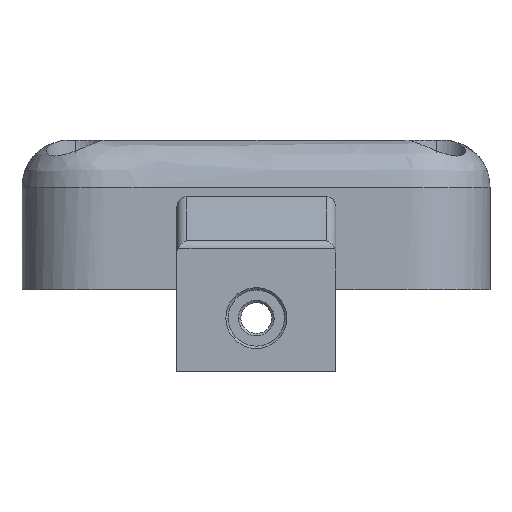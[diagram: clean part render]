
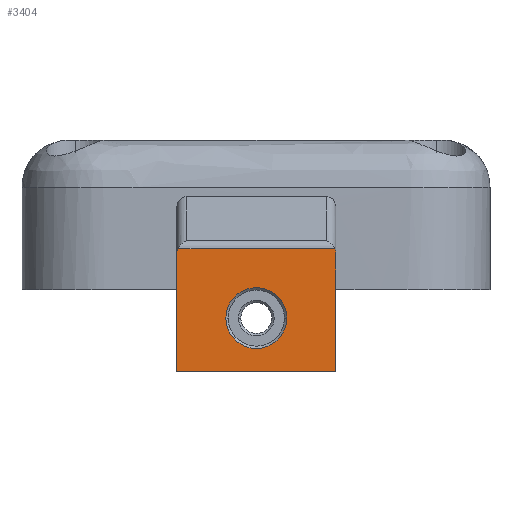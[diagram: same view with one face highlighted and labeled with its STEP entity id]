
A CAD part, left-side view. The second image highlights one B-rep face of the part: STEP entity #3404.
In plain terms, the highlighted planar face has unit normal (-1, 0, 0).
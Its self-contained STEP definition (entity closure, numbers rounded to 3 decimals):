
#190 = EDGE_LOOP ( 'NONE', ( #568, #249 ) ) ;
#204 = CARTESIAN_POINT ( 'NONE',  ( -43.602, 19.898, -73.675 ) ) ;
#227 = FACE_OUTER_BOUND ( 'NONE', #681, .T. ) ;
#249 = ORIENTED_EDGE ( 'NONE', *, *, #1351, .T. ) ;
#391 = AXIS2_PLACEMENT_3D ( 'NONE', #204, #1635, #1613 ) ;
#421 = CARTESIAN_POINT ( 'NONE',  ( -43.602, 1.198, -72.36 ) ) ;
#568 = ORIENTED_EDGE ( 'NONE', *, *, #2340, .T. ) ;
#681 = EDGE_LOOP ( 'NONE', ( #4452, #4242, #3055, #4027, #2078, #2726 ) ) ;
#832 = LINE ( 'NONE', #2896, #2443 ) ;
#897 = CARTESIAN_POINT ( 'NONE',  ( -43.602, 1.323, -59.208 ) ) ;
#898 = AXIS2_PLACEMENT_3D ( 'NONE', #1694, #3083, #1355 ) ;
#1079 = CARTESIAN_POINT ( 'NONE',  ( -43.602, 18.198, -59.468 ) ) ;
#1117 = DIRECTION ( 'NONE',  ( 0., -1., 0. ) ) ;
#1141 = DIRECTION ( 'NONE',  ( 0., -1., 0. ) ) ;
#1208 = DIRECTION ( 'NONE',  ( 0., 0., 1. ) ) ;
#1225 = CARTESIAN_POINT ( 'NONE',  ( -43.602, 6.448, -66.62 ) ) ;
#1351 = EDGE_CURVE ( 'NONE', #3725, #2482, #4491, .T. ) ;
#1355 = DIRECTION ( 'NONE',  ( 0., 1., 0. ) ) ;
#1566 = CIRCLE ( 'NONE', #2153, 3.25 ) ;
#1600 = LINE ( 'NONE', #4018, #4129 ) ;
#1613 = DIRECTION ( 'NONE',  ( 0., 0., 1. ) ) ;
#1635 = DIRECTION ( 'NONE',  ( -1., 0., 0. ) ) ;
#1694 = CARTESIAN_POINT ( 'NONE',  ( -43.602, 9.698, -66.62 ) ) ;
#1704 =( BOUNDED_CURVE ( )  B_SPLINE_CURVE ( 2, ( #897, #3389, #2592 ),
 .UNSPECIFIED., .F., .F. ) 
 B_SPLINE_CURVE_WITH_KNOTS ( ( 3, 3 ),
 ( -0.584, 0. ),
 .UNSPECIFIED. ) 
 CURVE ( )  GEOMETRIC_REPRESENTATION_ITEM ( )  RATIONAL_B_SPLINE_CURVE ( ( 1., 0.968, 1. ) ) 
 REPRESENTATION_ITEM ( '' )  );
#1959 = FACE_BOUND ( 'NONE', #190, .T. ) ;
#2078 = ORIENTED_EDGE ( 'NONE', *, *, #4162, .T. ) ;
#2108 = CARTESIAN_POINT ( 'NONE',  ( -43.602, 9.698, -66.62 ) ) ;
#2153 = AXIS2_PLACEMENT_3D ( 'NONE', #2108, #2834, #1117 ) ;
#2271 = VERTEX_POINT ( 'NONE', #4187 ) ;
#2274 = PLANE ( 'NONE',  #391 ) ;
#2308 = CARTESIAN_POINT ( 'NONE',  ( -43.602, 18.198, -72.36 ) ) ;
#2340 = EDGE_CURVE ( 'NONE', #2482, #3725, #1566, .T. ) ;
#2443 = VECTOR ( 'NONE', #2550, 1000. ) ;
#2464 = CARTESIAN_POINT ( 'NONE',  ( -43.602, 18.072, -59.208 ) ) ;
#2473 = EDGE_CURVE ( 'NONE', #3735, #3746, #4070, .T. ) ;
#2482 = VERTEX_POINT ( 'NONE', #1225 ) ;
#2550 = DIRECTION ( 'NONE',  ( 0., 0., -1. ) ) ;
#2590 = VECTOR ( 'NONE', #3643, 1000. ) ;
#2592 = CARTESIAN_POINT ( 'NONE',  ( -43.602, 1.198, -59.764 ) ) ;
#2726 = ORIENTED_EDGE ( 'NONE', *, *, #2895, .T. ) ;
#2794 = CARTESIAN_POINT ( 'NONE',  ( -43.602, 18.198, -59.764 ) ) ;
#2810 = CARTESIAN_POINT ( 'NONE',  ( -43.602, 18.198, -59.764 ) ) ;
#2812 = VECTOR ( 'NONE', #1141, 1000. ) ;
#2819 = VERTEX_POINT ( 'NONE', #421 ) ;
#2834 = DIRECTION ( 'NONE',  ( 1., 0., 0. ) ) ;
#2895 = EDGE_CURVE ( 'NONE', #2819, #2271, #1600, .T. ) ;
#2896 = CARTESIAN_POINT ( 'NONE',  ( -43.602, 18.198, -66.062 ) ) ;
#3055 = ORIENTED_EDGE ( 'NONE', *, *, #2473, .F. ) ;
#3083 = DIRECTION ( 'NONE',  ( 1., 0., 0. ) ) ;
#3296 = CARTESIAN_POINT ( 'NONE',  ( -43.602, 9.698, -59.208 ) ) ;
#3389 = CARTESIAN_POINT ( 'NONE',  ( -43.602, 1.198, -59.468 ) ) ;
#3404 = ADVANCED_FACE ( 'NONE', ( #1959, #227 ), #2274, .T. ) ;
#3409 = CARTESIAN_POINT ( 'NONE',  ( -43.602, 12.948, -66.62 ) ) ;
#3426 = EDGE_CURVE ( 'NONE', #4221, #2271, #1704, .T. ) ;
#3643 = DIRECTION ( 'NONE',  ( 0., -1., 0. ) ) ;
#3725 = VERTEX_POINT ( 'NONE', #3409 ) ;
#3735 = VERTEX_POINT ( 'NONE', #2794 ) ;
#3746 = VERTEX_POINT ( 'NONE', #3749 ) ;
#3749 = CARTESIAN_POINT ( 'NONE',  ( -43.602, 18.072, -59.208 ) ) ;
#3900 = VERTEX_POINT ( 'NONE', #2308 ) ;
#3905 = CARTESIAN_POINT ( 'NONE',  ( -43.602, 1.323, -59.208 ) ) ;
#3945 = LINE ( 'NONE', #3296, #2590 ) ;
#3969 = CARTESIAN_POINT ( 'NONE',  ( -43.602, 9.698, -72.36 ) ) ;
#4018 = CARTESIAN_POINT ( 'NONE',  ( -43.602, 1.198, -66.062 ) ) ;
#4027 = ORIENTED_EDGE ( 'NONE', *, *, #4119, .T. ) ;
#4070 =( BOUNDED_CURVE ( )  B_SPLINE_CURVE ( 2, ( #2810, #1079, #2464 ),
 .UNSPECIFIED., .F., .F. ) 
 B_SPLINE_CURVE_WITH_KNOTS ( ( 3, 3 ),
 ( -0.584, 0. ),
 .UNSPECIFIED. ) 
 CURVE ( )  GEOMETRIC_REPRESENTATION_ITEM ( )  RATIONAL_B_SPLINE_CURVE ( ( 1., 0.968, 1. ) ) 
 REPRESENTATION_ITEM ( '' )  );
#4119 = EDGE_CURVE ( 'NONE', #3735, #3900, #832, .T. ) ;
#4129 = VECTOR ( 'NONE', #1208, 1000. ) ;
#4162 = EDGE_CURVE ( 'NONE', #3900, #2819, #4323, .T. ) ;
#4167 = EDGE_CURVE ( 'NONE', #3746, #4221, #3945, .T. ) ;
#4187 = CARTESIAN_POINT ( 'NONE',  ( -43.602, 1.198, -59.764 ) ) ;
#4221 = VERTEX_POINT ( 'NONE', #3905 ) ;
#4242 = ORIENTED_EDGE ( 'NONE', *, *, #4167, .F. ) ;
#4323 = LINE ( 'NONE', #3969, #2812 ) ;
#4452 = ORIENTED_EDGE ( 'NONE', *, *, #3426, .F. ) ;
#4491 = CIRCLE ( 'NONE', #898, 3.25 ) ;
